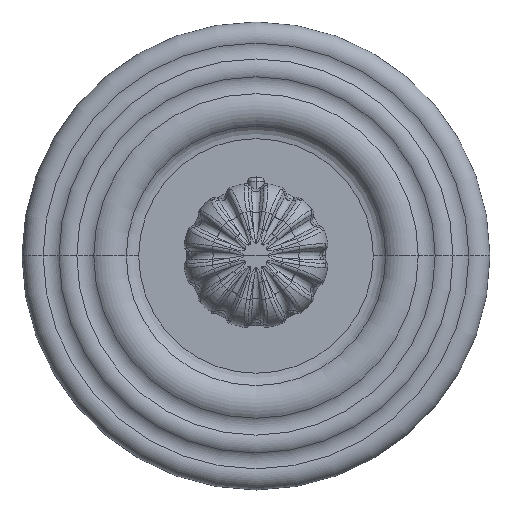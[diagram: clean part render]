
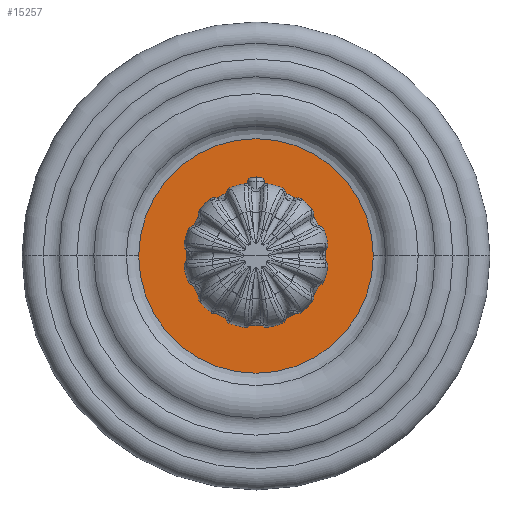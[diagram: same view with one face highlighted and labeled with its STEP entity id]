
A CAD part, top view. The second image highlights one B-rep face of the part: STEP entity #15257.
In plain terms, the highlighted planar face has unit normal (0, 0, 1).
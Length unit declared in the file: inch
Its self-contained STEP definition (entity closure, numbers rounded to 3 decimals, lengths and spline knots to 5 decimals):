
#120=CARTESIAN_POINT('',(0.,0.,0.31244));
#121=DIRECTION('',(0.,0.,-1.));
#122=DIRECTION('',(1.,0.,0.));
#123=AXIS2_PLACEMENT_3D('',#120,#121,#122);
#130=CARTESIAN_POINT('',(0.,0.,0.31244));
#131=DIRECTION('',(0.,0.,-1.));
#132=DIRECTION('',(-1.,0.,0.));
#133=AXIS2_PLACEMENT_3D('',#130,#131,#132);
#135=CARTESIAN_POINT('',(0.,0.,0.31244));
#136=DIRECTION('',(0.,0.,-1.));
#137=DIRECTION('',(1.,0.,0.));
#138=AXIS2_PLACEMENT_3D('',#135,#136,#137);
#140=CARTESIAN_POINT('',(0.,0.,0.31244));
#141=DIRECTION('',(0.,0.,1.));
#142=DIRECTION('',(1.,0.,0.));
#143=AXIS2_PLACEMENT_3D('',#140,#141,#142);
#13669=CARTESIAN_POINT('',(1.87952,0.,0.31244));
#13670=CARTESIAN_POINT('',(-1.87952,0.,0.31244));
#13671=VERTEX_POINT('',#13669);
#13672=VERTEX_POINT('',#13670);
#13677=CARTESIAN_POINT('',(-1.12,0.,0.31244));
#13678=CARTESIAN_POINT('',(1.12,0.,0.31244));
#13679=VERTEX_POINT('',#13677);
#13680=VERTEX_POINT('',#13678);
#15241=CARTESIAN_POINT('',(0.,0.,0.31244));
#15242=DIRECTION('',(0.,0.,-1.));
#15243=DIRECTION('',(-1.,0.,0.));
#15244=AXIS2_PLACEMENT_3D('',#15241,#15242,#15243);
#15245=PLANE('',#15244);
#15246=ORIENTED_EDGE('',*,*,#15231,.T.);
#15248=ORIENTED_EDGE('',*,*,#15247,.F.);
#15249=EDGE_LOOP('',(#15246,#15248));
#15250=FACE_OUTER_BOUND('',#15249,.F.);
#15252=ORIENTED_EDGE('',*,*,#15251,.F.);
#15254=ORIENTED_EDGE('',*,*,#15253,.F.);
#15255=EDGE_LOOP('',(#15252,#15254));
#15256=FACE_BOUND('',#15255,.F.);
#15257=ADVANCED_FACE('',(#15250,#15256),#15245,.F.);
#124=CIRCLE('',#123,1.87952);
#134=CIRCLE('',#133,1.12);
#139=CIRCLE('',#138,1.12);
#144=CIRCLE('',#143,1.87952);
#15231=EDGE_CURVE('',#13671,#13672,#124,.T.);
#15247=EDGE_CURVE('',#13671,#13672,#144,.T.);
#15251=EDGE_CURVE('',#13679,#13680,#134,.T.);
#15253=EDGE_CURVE('',#13680,#13679,#139,.T.);
